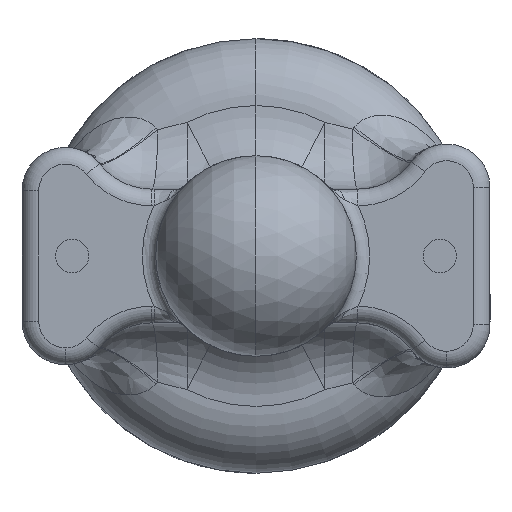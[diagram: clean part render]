
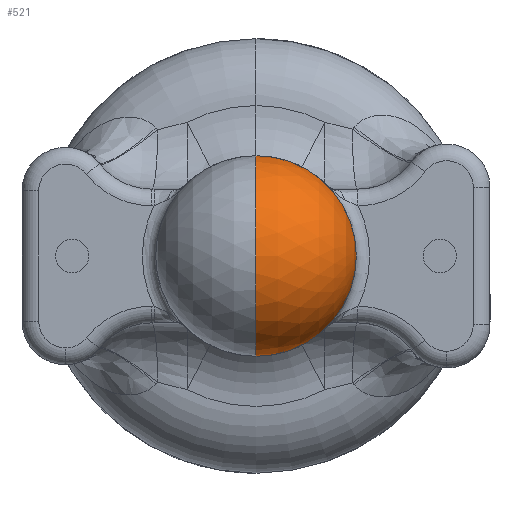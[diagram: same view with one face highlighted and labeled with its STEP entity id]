
A CAD part, front view. The second image highlights one B-rep face of the part: STEP entity #521.
In plain terms, the highlighted spherical face has radius 1.5 mm.
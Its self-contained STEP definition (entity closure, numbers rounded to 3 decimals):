
#521 = ADVANCED_FACE ( 'NONE', ( #7606 ), #710, .T. ) ;
#710 = SPHERICAL_SURFACE ( 'NONE', #7665, 1.5 ) ;
#755 = EDGE_CURVE ( 'NONE', #7234, #1628, #4408, .T. ) ;
#1013 = ORIENTED_EDGE ( 'NONE', *, *, #755, .F. ) ;
#1181 = DIRECTION ( 'NONE',  ( -1., 0., 0. ) ) ;
#1536 = EDGE_CURVE ( 'NONE', #7593, #1628, #1565, .T. ) ;
#1565 = CIRCLE ( 'NONE', #6999, 1.5 ) ;
#1628 = VERTEX_POINT ( 'NONE', #8150 ) ;
#1633 = CARTESIAN_POINT ( 'NONE',  ( 0., -9.1, -1.5 ) ) ;
#1706 = CARTESIAN_POINT ( 'NONE',  ( 0., -9.1, 0. ) ) ;
#1763 = DIRECTION ( 'NONE',  ( 0., 0., -1. ) ) ;
#1768 = CIRCLE ( 'NONE', #6283, 1.5 ) ;
#2227 = CARTESIAN_POINT ( 'NONE',  ( 0., -9.1, 0. ) ) ;
#2674 = AXIS2_PLACEMENT_3D ( 'NONE', #6921, #1181, #6249 ) ;
#3217 = EDGE_CURVE ( 'NONE', #7593, #7234, #1768, .T. ) ;
#4004 = ORIENTED_EDGE ( 'NONE', *, *, #3217, .F. ) ;
#4408 = CIRCLE ( 'NONE', #2674, 1.5 ) ;
#4683 = EDGE_LOOP ( 'NONE', ( #4004, #6213, #1013 ) ) ;
#4878 = DIRECTION ( 'NONE',  ( 0., 0., 1. ) ) ;
#5485 = DIRECTION ( 'NONE',  ( 0., 1., 0. ) ) ;
#6213 = ORIENTED_EDGE ( 'NONE', *, *, #1536, .T. ) ;
#6249 = DIRECTION ( 'NONE',  ( 0., 0., 1. ) ) ;
#6283 = AXIS2_PLACEMENT_3D ( 'NONE', #8030, #5485, #4878 ) ;
#6724 = DIRECTION ( 'NONE',  ( 0., 0., -1. ) ) ;
#6836 = CARTESIAN_POINT ( 'NONE',  ( 0., -9.1, 1.5 ) ) ;
#6921 = CARTESIAN_POINT ( 'NONE',  ( 0., -9.1, 0. ) ) ;
#6999 = AXIS2_PLACEMENT_3D ( 'NONE', #2227, #7970, #6724 ) ;
#7234 = VERTEX_POINT ( 'NONE', #1633 ) ;
#7384 = DIRECTION ( 'NONE',  ( 1., 0., 0. ) ) ;
#7593 = VERTEX_POINT ( 'NONE', #6836 ) ;
#7606 = FACE_OUTER_BOUND ( 'NONE', #4683, .T. ) ;
#7665 = AXIS2_PLACEMENT_3D ( 'NONE', #1706, #7384, #1763 ) ;
#7970 = DIRECTION ( 'NONE',  ( 1., 0., 0. ) ) ;
#8030 = CARTESIAN_POINT ( 'NONE',  ( 0., -9.1, 0. ) ) ;
#8150 = CARTESIAN_POINT ( 'NONE',  ( 0., -10.6, 0. ) ) ;
